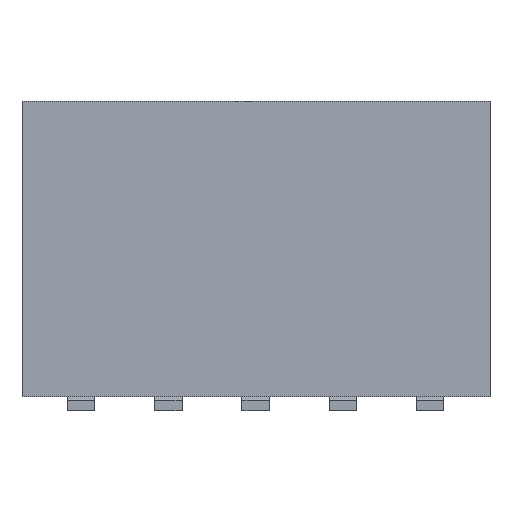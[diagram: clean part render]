
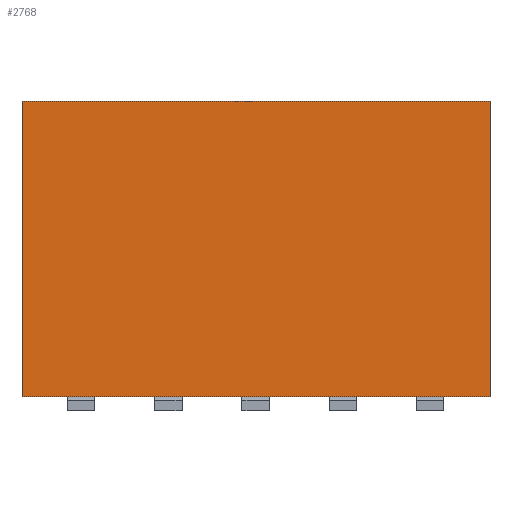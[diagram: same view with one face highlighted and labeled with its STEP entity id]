
A CAD part, front view. The second image highlights one B-rep face of the part: STEP entity #2768.
In plain terms, the highlighted planar face has unit normal (0, -1, 0).
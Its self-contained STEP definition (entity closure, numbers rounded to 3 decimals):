
#202=FACE_OUTER_BOUND($,#372,.T.);
#372=EDGE_LOOP($,(#2296,#2297,#2298,#2299));
#632=LINE($,#4306,#976);
#637=LINE($,#4317,#981);
#682=LINE($,#4405,#1026);
#685=LINE($,#4410,#1029);
#976=VECTOR($,#3537,6.81);
#981=VECTOR($,#3544,6.81);
#1026=VECTOR($,#3591,4.3);
#1029=VECTOR($,#3596,4.3);
#1280=VERTEX_POINT($,#4304);
#1281=VERTEX_POINT($,#4305);
#1285=VERTEX_POINT($,#4314);
#1286=VERTEX_POINT($,#4316);
#1616=EDGE_CURVE($,#1280,#1281,#632,.T.);
#1621=EDGE_CURVE($,#1285,#1286,#637,.T.);
#1666=EDGE_CURVE($,#1285,#1280,#682,.T.);
#1669=EDGE_CURVE($,#1286,#1281,#685,.T.);
#2296=ORIENTED_EDGE($,*,*,#1621,.F.);
#2297=ORIENTED_EDGE($,*,*,#1666,.T.);
#2298=ORIENTED_EDGE($,*,*,#1616,.T.);
#2299=ORIENTED_EDGE($,*,*,#1669,.F.);
#2608=PLANE($,#2991);
#2768=ADVANCED_FACE($,(#202),#2608,.T.);
#2991=AXIS2_PLACEMENT_3D($,#4409,#3594,#3595);
#3537=DIRECTION($,(1.,0.,0.));
#3544=DIRECTION($,(1.,0.,0.));
#3591=DIRECTION($,(0.,0.,-1.));
#3594=DIRECTION('center_axis',(0.,-1.,0.));
#3595=DIRECTION('ref_axis',(1.,0.,0.));
#3596=DIRECTION($,(0.,0.,-1.));
#4304=CARTESIAN_POINT('',(-3.4,-1.5,0.2));
#4305=CARTESIAN_POINT('',(3.41,-1.5,0.2));
#4306=CARTESIAN_POINT($,(-3.4,-1.5,0.2));
#4314=CARTESIAN_POINT('',(-3.4,-1.5,4.5));
#4316=CARTESIAN_POINT('',(3.41,-1.5,4.5));
#4317=CARTESIAN_POINT($,(-3.4,-1.5,4.5));
#4405=CARTESIAN_POINT($,(-3.4,-1.5,4.5));
#4409=CARTESIAN_POINT('Origin',(0.005,-1.5,0.114));
#4410=CARTESIAN_POINT($,(3.41,-1.5,4.5));
